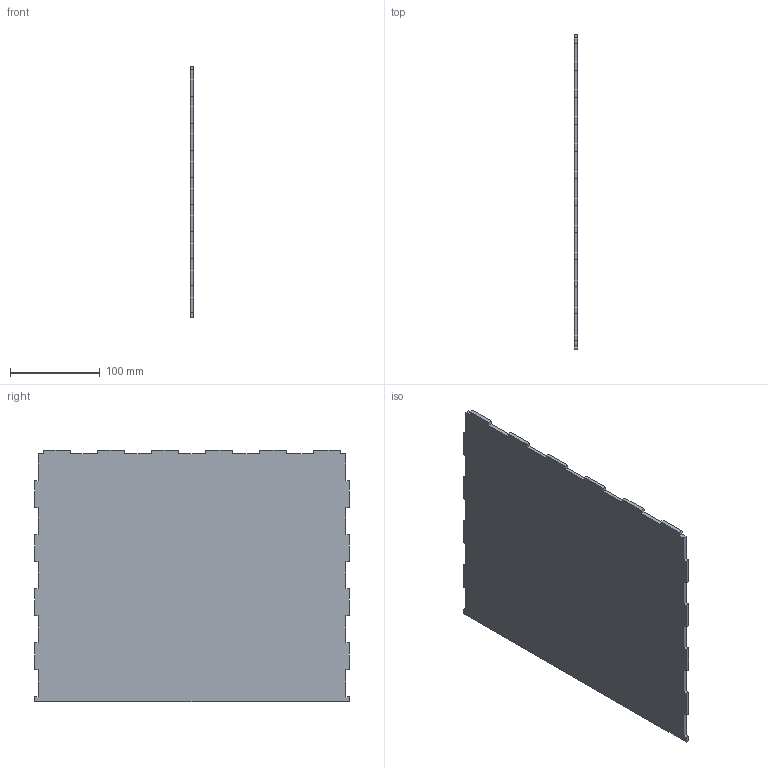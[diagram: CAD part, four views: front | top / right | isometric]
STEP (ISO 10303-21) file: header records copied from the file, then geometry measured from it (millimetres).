
FILE_DESCRIPTION(/* description */ (''),/* implementation_level */ '2;1');
FILE_NAME(/* name */ 'Sides v5.step',/* time_stamp */ '2019-10-28T10:45:28+01:00',/* author */ (''),/* organization */ (''),/* preprocessor_version */ 'ST-DEVELOPER v18',/* originating_system */ 'Autodesk Translation Framework v8.6.0.1094',/* authorisation */ '');
FILE_SCHEMA (('AUTOMOTIVE_DESIGN { 1 0 10303 214 3 1 1 }'));
Length unit declared in the file: millimetre
Products named in the file (2): Sides; Component1
Assembly tree (1 placements, depth 2):
  Sides
    Component1
Bounding box: 4 x 350 x 280 mm (x, y, z)
Volume: 384480 mm3; surface area: 197696 mm2
Topology: 1 solids, 1 shells, 66 faces, 192 edges, 128 vertices
Faces by surface type: plane 66
Entity records: 2196 total; most frequent: CARTESIAN_POINT 389, ORIENTED_EDGE 384, DIRECTION 330, LINE 192, VECTOR 192, EDGE_CURVE 192, VERTEX_POINT 128, AXIS2_PLACEMENT_3D 69
